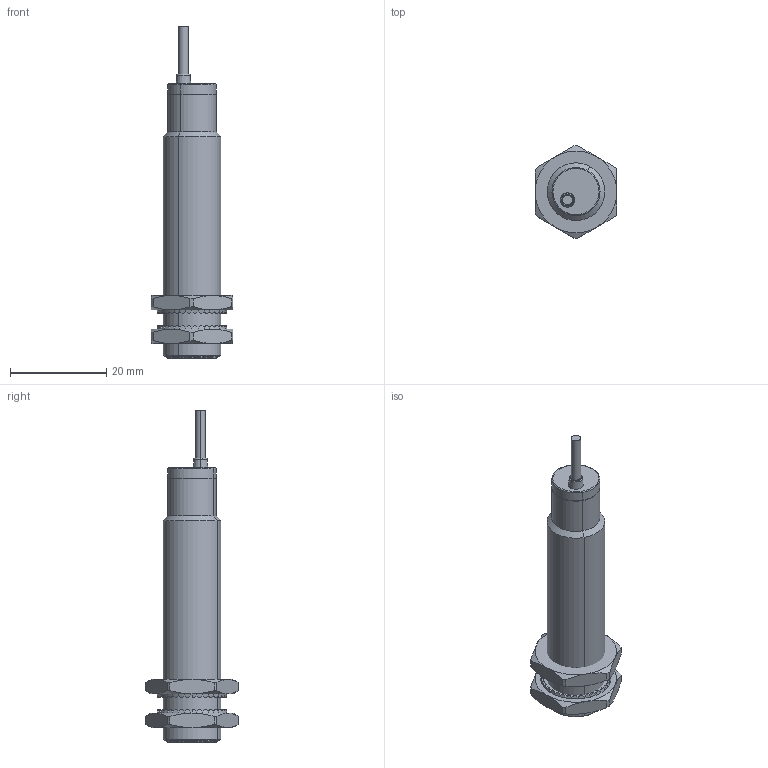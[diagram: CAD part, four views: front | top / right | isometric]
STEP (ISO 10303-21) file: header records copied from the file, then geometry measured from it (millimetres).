
FILE_DESCRIPTION(('STEP AP242'),'1');
FILE_NAME('xs1m12ma250.stp','2021-06-03T10:21:07',('TraceParts'),('TraceParts S.A.'),'Spatial InterOp 3D',' ',' ');
FILE_SCHEMA(('AP242_MANAGED_MODEL_BASED_3D_ENGINEERING_MIM_LF {1 0 10303 442 1 1 4}'));
Length unit declared in the file: millimetre
Products named in the file (1): xs1m12ma250_1
Bounding box: 17 x 19.33 x 69 mm (x, y, z)
Volume: 4308.6 mm3; surface area: 5483.8 mm2
Topology: 4 solids, 4 shells, 339 faces, 919 edges, 598 vertices
Faces by surface type: plane 254, cone 51, cylinder 26, torus 8
Entity records: 11383 total; most frequent: CARTESIAN_POINT 3258, ORIENTED_EDGE 1838, DIRECTION 1505, EDGE_CURVE 919, AXIS2_PLACEMENT_3D 607, VERTEX_POINT 598, B_SPLINE_CURVE_WITH_KNOTS 364, EDGE_LOOP 353
